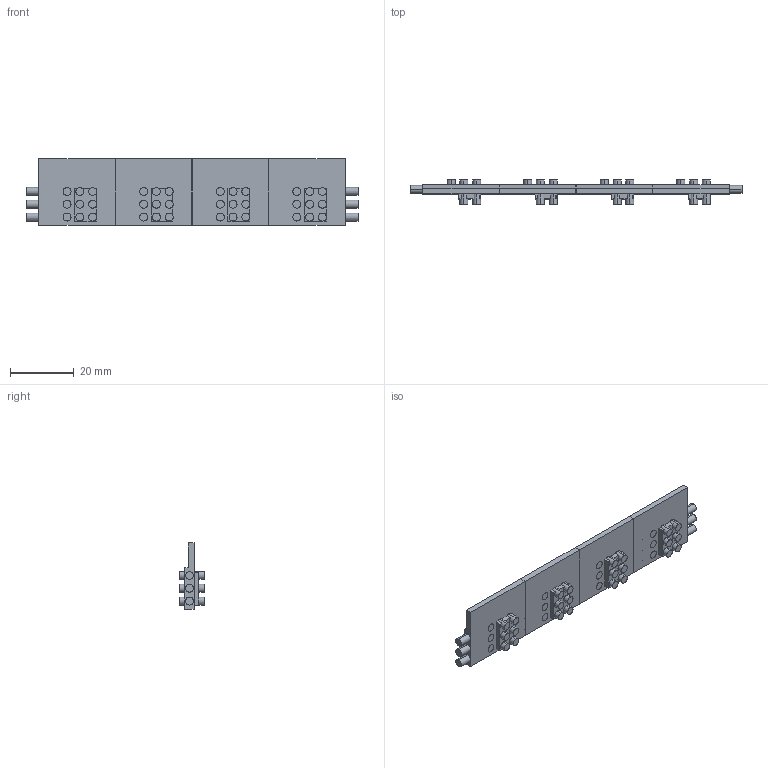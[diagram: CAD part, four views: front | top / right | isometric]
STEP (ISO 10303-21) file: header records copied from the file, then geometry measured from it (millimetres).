
FILE_DESCRIPTION (( 'STEP AP214' ), '1' );
FILE_NAME ('IRS2_DC.revB2.4.heatsink.STEP', '2012-07-13T06:13:30', ( 'mza' ), ( 'IDLAB' ), 'SwSTEP 2.0', 'SolidWorks 2012', '' );
FILE_SCHEMA (( 'AUTOMOTIVE_DESIGN' ));
Length unit declared in the file: millimetre
Products named in the file (3): IRS2_DC.revB2; IRS2_DC.revB2.heatsink; IRS2_DC.revB2.4.heatsink
Assembly tree (5 placements, depth 3):
  IRS2_DC.revB2.4.heatsink
    IRS2_DC.revB2  x4
      IRS2_DC.revB2.heatsink
Bounding box: 104 x 7.55 x 20.75 mm (x, y, z)
Volume: 6484.3 mm3; surface area: 7037.3 mm2
Topology: 16 solids, 16 shells, 340 faces, 744 edges, 496 vertices
Faces by surface type: plane 172, cylinder 168
Entity records: 2517 total; most frequent: DIRECTION 468, CARTESIAN_POINT 404, ORIENTED_EDGE 372, AXIS2_PLACEMENT_3D 188, EDGE_CURVE 186, VERTEX_POINT 124, EDGE_LOOP 100, CIRCLE 94
